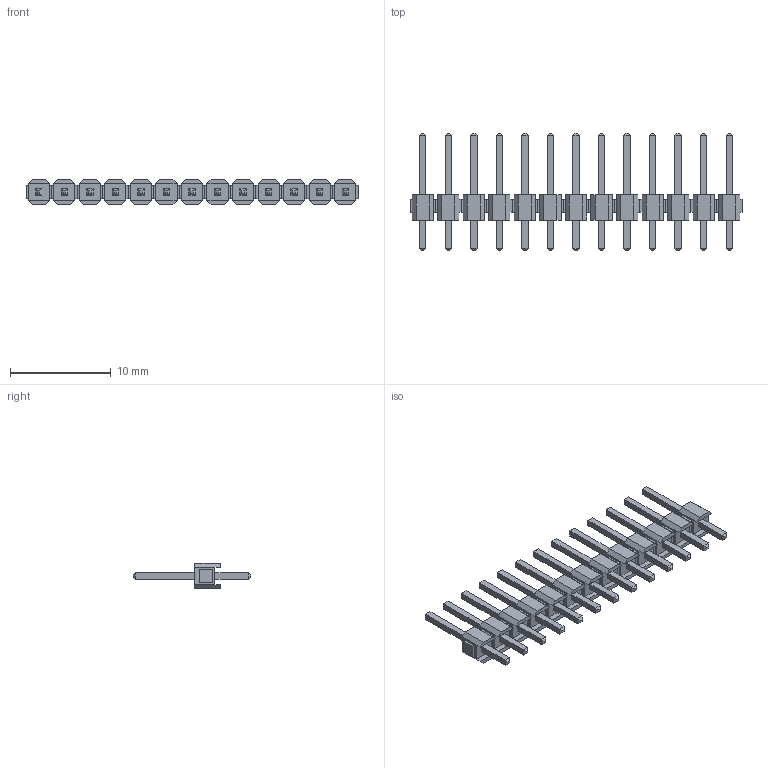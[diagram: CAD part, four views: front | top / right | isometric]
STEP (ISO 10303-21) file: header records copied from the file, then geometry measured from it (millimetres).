
FILE_DESCRIPTION (( 'STEP AP214' ), '1' );
FILE_NAME ('PLS-13.STEP', '2019-06-28T12:35:04', ( '' ), ( '' ), 'SwSTEP 2.0', 'SolidWorks 2018', '' );
FILE_SCHEMA (( 'AUTOMOTIVE_DESIGN' ));
Length unit declared in the file: millimetre
Products named in the file (1): PLS-13
Bounding box: 33.02 x 11.64 x 2.54 mm (x, y, z)
Volume: 200.2 mm3; surface area: 752.4 mm2
Topology: 13 solids, 13 shells, 546 faces, 1248 edges, 780 vertices
Faces by surface type: plane 546
Entity records: 20972 total; most frequent: CARTESIAN_POINT 2575, ORIENTED_EDGE 2496, DIRECTION 2342, EDGE_CURVE 1248, VECTOR 1248, LINE 1248, VERTEX_POINT 780, EDGE_LOOP 598
